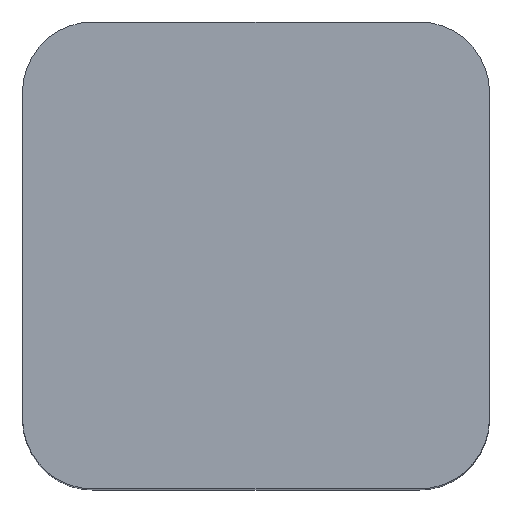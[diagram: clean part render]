
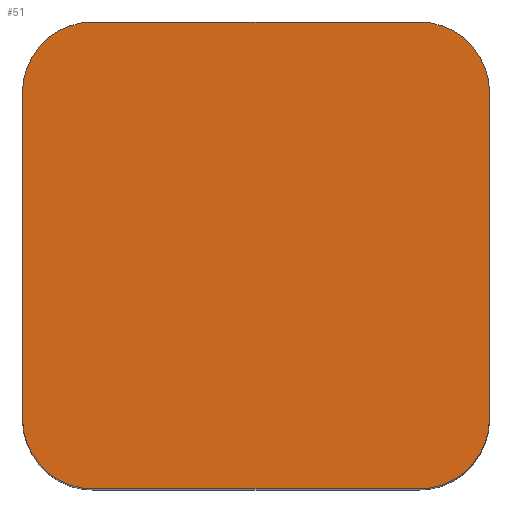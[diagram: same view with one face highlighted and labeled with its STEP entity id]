
A CAD part, top view. The second image highlights one B-rep face of the part: STEP entity #51.
In plain terms, the highlighted planar face has unit normal (0, 0, 1).
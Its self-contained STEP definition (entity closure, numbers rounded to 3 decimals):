
#12 = CARTESIAN_POINT ( 'NONE',  ( 10., -7., 30. ) ) ;
#13 = DIRECTION ( 'NONE',  ( 0., -1., 0. ) ) ;
#51 = ADVANCED_FACE ( 'NONE', ( #651 ), #860, .T. ) ;
#77 = CARTESIAN_POINT ( 'NONE',  ( -10., -10., 30. ) ) ;
#114 = DIRECTION ( 'NONE',  ( 0., 0., 1. ) ) ;
#124 = CARTESIAN_POINT ( 'NONE',  ( 7., -7., 30. ) ) ;
#152 = EDGE_CURVE ( 'NONE', #736, #591, #267, .T. ) ;
#161 = CARTESIAN_POINT ( 'NONE',  ( -7., 7., 30. ) ) ;
#203 = DIRECTION ( 'NONE',  ( 0., 0., 1. ) ) ;
#204 = DIRECTION ( 'NONE',  ( 1., 0., 0. ) ) ;
#227 = VECTOR ( 'NONE', #985, 1000. ) ;
#228 = VECTOR ( 'NONE', #648, 1000. ) ;
#230 = LINE ( 'NONE', #656, #499 ) ;
#267 = LINE ( 'NONE', #956, #227 ) ;
#284 = CIRCLE ( 'NONE', #390, 3. ) ;
#315 = CIRCLE ( 'NONE', #884, 3. ) ;
#326 = DIRECTION ( 'NONE',  ( 0., 0., 1. ) ) ;
#333 = CIRCLE ( 'NONE', #968, 3. ) ;
#344 = CARTESIAN_POINT ( 'NONE',  ( -7., 10., 30. ) ) ;
#348 = EDGE_CURVE ( 'NONE', #531, #814, #230, .T. ) ;
#349 = EDGE_CURVE ( 'NONE', #558, #944, #353, .T. ) ;
#353 = LINE ( 'NONE', #501, #228 ) ;
#362 = CARTESIAN_POINT ( 'NONE',  ( 7., 7., 30. ) ) ;
#367 = CIRCLE ( 'NONE', #448, 3. ) ;
#371 = CARTESIAN_POINT ( 'NONE',  ( -7., -10., 30. ) ) ;
#390 = AXIS2_PLACEMENT_3D ( 'NONE', #645, #203, #1018 ) ;
#395 = VECTOR ( 'NONE', #790, 1000. ) ;
#448 = AXIS2_PLACEMENT_3D ( 'NONE', #362, #652, #898 ) ;
#471 = AXIS2_PLACEMENT_3D ( 'NONE', #1017, #326, #951 ) ;
#480 = LINE ( 'NONE', #77, #395 ) ;
#495 = EDGE_CURVE ( 'NONE', #616, #591, #284, .T. ) ;
#499 = VECTOR ( 'NONE', #13, 1000. ) ;
#501 = CARTESIAN_POINT ( 'NONE',  ( -10., 10., 30. ) ) ;
#508 = ORIENTED_EDGE ( 'NONE', *, *, #673, .T. ) ;
#514 = VERTEX_POINT ( 'NONE', #553 ) ;
#531 = VERTEX_POINT ( 'NONE', #672 ) ;
#537 = EDGE_CURVE ( 'NONE', #558, #514, #315, .T. ) ;
#553 = CARTESIAN_POINT ( 'NONE',  ( -10., 7., 30. ) ) ;
#558 = VERTEX_POINT ( 'NONE', #344 ) ;
#572 = DIRECTION ( 'NONE',  ( 1., 0., 0. ) ) ;
#591 = VERTEX_POINT ( 'NONE', #371 ) ;
#606 = EDGE_CURVE ( 'NONE', #531, #944, #367, .T. ) ;
#616 = VERTEX_POINT ( 'NONE', #649 ) ;
#618 = CARTESIAN_POINT ( 'NONE',  ( 7., -10., 30. ) ) ;
#624 = ORIENTED_EDGE ( 'NONE', *, *, #152, .F. ) ;
#645 = CARTESIAN_POINT ( 'NONE',  ( -7., -7., 30. ) ) ;
#648 = DIRECTION ( 'NONE',  ( 1., 0., 0. ) ) ;
#649 = CARTESIAN_POINT ( 'NONE',  ( -10., -7., 30. ) ) ;
#651 = FACE_OUTER_BOUND ( 'NONE', #948, .T. ) ;
#652 = DIRECTION ( 'NONE',  ( 0., 0., 1. ) ) ;
#656 = CARTESIAN_POINT ( 'NONE',  ( 10., 10., 30. ) ) ;
#672 = CARTESIAN_POINT ( 'NONE',  ( 10., 7., 30. ) ) ;
#673 = EDGE_CURVE ( 'NONE', #736, #814, #333, .T. ) ;
#693 = ORIENTED_EDGE ( 'NONE', *, *, #349, .F. ) ;
#719 = ORIENTED_EDGE ( 'NONE', *, *, #495, .T. ) ;
#726 = CARTESIAN_POINT ( 'NONE',  ( 7., 10., 30. ) ) ;
#732 = ORIENTED_EDGE ( 'NONE', *, *, #348, .F. ) ;
#736 = VERTEX_POINT ( 'NONE', #618 ) ;
#758 = DIRECTION ( 'NONE',  ( 0., 0., 1. ) ) ;
#790 = DIRECTION ( 'NONE',  ( 0., 1., 0. ) ) ;
#804 = EDGE_CURVE ( 'NONE', #616, #514, #480, .T. ) ;
#814 = VERTEX_POINT ( 'NONE', #12 ) ;
#860 = PLANE ( 'NONE',  #471 ) ;
#884 = AXIS2_PLACEMENT_3D ( 'NONE', #161, #114, #204 ) ;
#898 = DIRECTION ( 'NONE',  ( 1., 0., 0. ) ) ;
#944 = VERTEX_POINT ( 'NONE', #726 ) ;
#948 = EDGE_LOOP ( 'NONE', ( #693, #988, #1122, #719, #624, #508, #732, #1045 ) ) ;
#951 = DIRECTION ( 'NONE',  ( -1., 0., 0. ) ) ;
#956 = CARTESIAN_POINT ( 'NONE',  ( 10., -10., 30. ) ) ;
#968 = AXIS2_PLACEMENT_3D ( 'NONE', #124, #758, #572 ) ;
#985 = DIRECTION ( 'NONE',  ( -1., 0., 0. ) ) ;
#988 = ORIENTED_EDGE ( 'NONE', *, *, #537, .T. ) ;
#1017 = CARTESIAN_POINT ( 'NONE',  ( 0., 0., 30. ) ) ;
#1018 = DIRECTION ( 'NONE',  ( 1., 0., 0. ) ) ;
#1045 = ORIENTED_EDGE ( 'NONE', *, *, #606, .T. ) ;
#1122 = ORIENTED_EDGE ( 'NONE', *, *, #804, .F. ) ;
